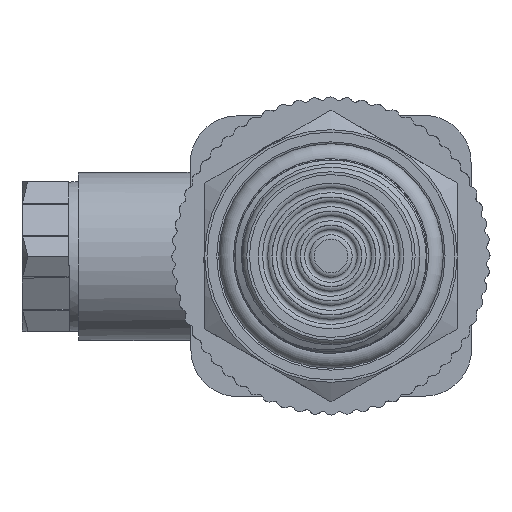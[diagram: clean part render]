
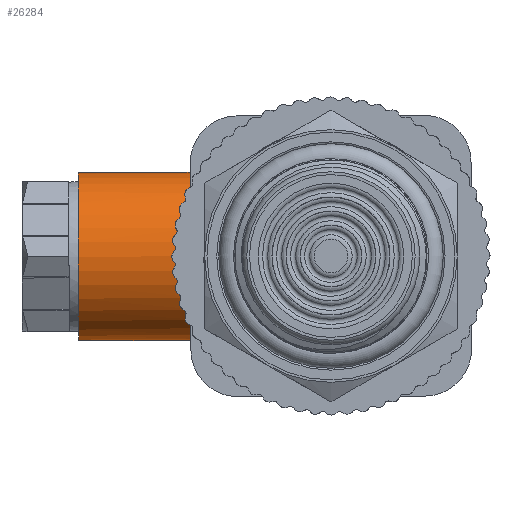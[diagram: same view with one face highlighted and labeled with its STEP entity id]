
A CAD part, left-side view. The second image highlights one B-rep face of the part: STEP entity #26284.
In plain terms, the highlighted cylindrical face has radius 9 mm (diameter 18 mm), a full revolution.
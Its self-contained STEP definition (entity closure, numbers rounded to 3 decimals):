
#2203=FACE_OUTER_BOUND('',#3715,.T.);
#3715=EDGE_LOOP('',(#19769,#19770,#19771,#19772,#19773,#19774,#19775));
#4996=CIRCLE('',#27676,9.);
#4997=CIRCLE('',#27677,9.);
#5022=CIRCLE('',#27758,9.);
#6079=B_SPLINE_CURVE_WITH_KNOTS('',3,(#48807,#48808,#48809,#48810,#48811,
#48812,#48813,#48814,#48815,#48816),.UNSPECIFIED.,.F.,.F.,(4,2,1,1,1,1,
4),(-0.002,0.,0.204,0.408,0.611,
0.815,1.019),.UNSPECIFIED.);
#6080=B_SPLINE_CURVE_WITH_KNOTS('',3,(#48885,#48886,#48887,#48888,#48889,
#48890,#48891,#48892,#48893,#48894,#48895,#48896),.UNSPECIFIED.,.F.,.F.,
(4,1,1,1,1,1,1,2,4),(0.,0.204,0.306,
0.408,0.509,0.611,0.815,
1.019,1.02),.UNSPECIFIED.);
#7319=LINE('',#49248,#9216);
#9216=VECTOR('',#30048,9.);
#11135=VERTEX_POINT('',#46248);
#11399=VERTEX_POINT('',#48805);
#11400=VERTEX_POINT('',#48818);
#11402=VERTEX_POINT('',#48822);
#11493=VERTEX_POINT('',#49246);
#14419=EDGE_CURVE('',#11135,#11399,#6079,.T.);
#14422=EDGE_CURVE('',#11399,#11402,#4996,.T.);
#14423=EDGE_CURVE('',#11402,#11400,#4997,.T.);
#14424=EDGE_CURVE('',#11400,#11135,#6080,.T.);
#14569=EDGE_CURVE('',#11493,#11493,#5022,.T.);
#14570=EDGE_CURVE('',#11493,#11402,#7319,.T.);
#19769=ORIENTED_EDGE('',*,*,#14569,.F.);
#19770=ORIENTED_EDGE('',*,*,#14570,.T.);
#19771=ORIENTED_EDGE('',*,*,#14422,.F.);
#19772=ORIENTED_EDGE('',*,*,#14419,.F.);
#19773=ORIENTED_EDGE('',*,*,#14424,.F.);
#19774=ORIENTED_EDGE('',*,*,#14423,.F.);
#19775=ORIENTED_EDGE('',*,*,#14570,.F.);
#25744=CYLINDRICAL_SURFACE('',#27757,9.);
#26284=ADVANCED_FACE('',(#2203),#25744,.T.);
#27676=AXIS2_PLACEMENT_3D('',#48823,#29787,#29788);
#27677=AXIS2_PLACEMENT_3D('',#48824,#29789,#29790);
#27757=AXIS2_PLACEMENT_3D('',#49245,#30044,#30045);
#27758=AXIS2_PLACEMENT_3D('',#49247,#30046,#30047);
#29787=DIRECTION('center_axis',(0.,0.,-1.));
#29788=DIRECTION('ref_axis',(1.,0.,0.));
#29789=DIRECTION('center_axis',(0.,0.,-1.));
#29790=DIRECTION('ref_axis',(1.,0.,0.));
#30044=DIRECTION('center_axis',(0.,0.,1.));
#30045=DIRECTION('ref_axis',(-1.,0.,0.));
#30046=DIRECTION('center_axis',(0.,0.,1.));
#30047=DIRECTION('ref_axis',(-1.,0.,0.));
#30048=DIRECTION('',(0.,0.,-1.));
#46248=CARTESIAN_POINT('',(-28.,0.,10.5));
#48805=CARTESIAN_POINT('',(-24.4,7.2,14.5));
#48807=CARTESIAN_POINT('Ctrl Pts',(-28.,0.,10.5));
#48808=CARTESIAN_POINT('Ctrl Pts',(-28.,0.004,10.503));
#48809=CARTESIAN_POINT('Ctrl Pts',(-28.,0.008,
10.505));
#48810=CARTESIAN_POINT('Ctrl Pts',(-27.999,0.528,
10.871));
#48811=CARTESIAN_POINT('Ctrl Pts',(-27.909,1.565,11.599));
#48812=CARTESIAN_POINT('Ctrl Pts',(-27.501,3.098,12.639));
#48813=CARTESIAN_POINT('Ctrl Pts',(-26.801,4.592,13.566));
#48814=CARTESIAN_POINT('Ctrl Pts',(-25.787,6.,14.28));
#48815=CARTESIAN_POINT('Ctrl Pts',(-24.889,6.833,14.5));
#48816=CARTESIAN_POINT('Ctrl Pts',(-24.4,7.2,14.5));
#48818=CARTESIAN_POINT('',(-24.4,-7.2,14.5));
#48822=CARTESIAN_POINT('',(-10.,0.,14.5));
#48823=CARTESIAN_POINT('Origin',(-19.,0.,14.5));
#48824=CARTESIAN_POINT('Origin',(-19.,0.,14.5));
#48885=CARTESIAN_POINT('Ctrl Pts',(-24.4,-7.2,14.5));
#48886=CARTESIAN_POINT('Ctrl Pts',(-24.889,-6.833,
14.5));
#48887=CARTESIAN_POINT('Ctrl Pts',(-25.563,-6.207,
14.335));
#48888=CARTESIAN_POINT('Ctrl Pts',(-26.294,-5.296,
13.923));
#48889=CARTESIAN_POINT('Ctrl Pts',(-26.763,-4.579,
13.539));
#48890=CARTESIAN_POINT('Ctrl Pts',(-27.15,-3.846,
13.104));
#48891=CARTESIAN_POINT('Ctrl Pts',(-27.569,-2.842,
12.466));
#48892=CARTESIAN_POINT('Ctrl Pts',(-27.909,-1.565,
11.6));
#48893=CARTESIAN_POINT('Ctrl Pts',(-27.999,-0.528,
10.871));
#48894=CARTESIAN_POINT('Ctrl Pts',(-28.,-0.008,
10.505));
#48895=CARTESIAN_POINT('Ctrl Pts',(-28.,-0.004,10.503));
#48896=CARTESIAN_POINT('Ctrl Pts',(-28.,0.,10.5));
#49245=CARTESIAN_POINT('Origin',(-19.,0.,13.5));
#49246=CARTESIAN_POINT('',(-10.,0.,27.));
#49247=CARTESIAN_POINT('Origin',(-19.,0.,27.));
#49248=CARTESIAN_POINT('',(-10.,0.,13.5));
